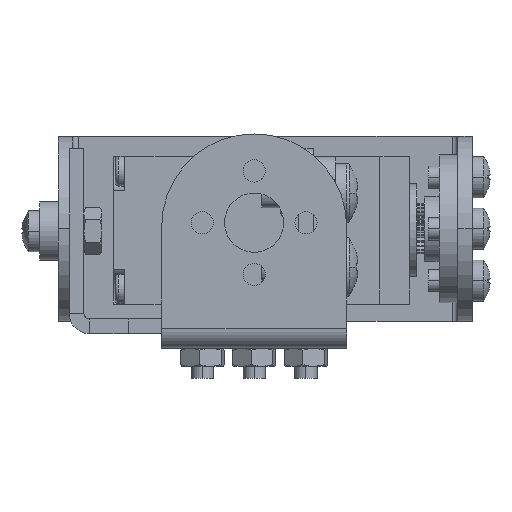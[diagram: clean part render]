
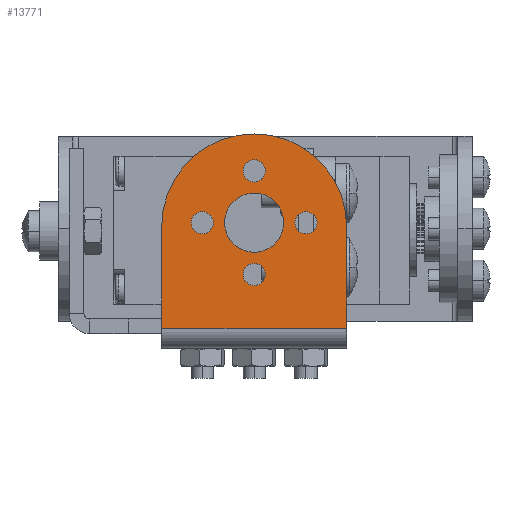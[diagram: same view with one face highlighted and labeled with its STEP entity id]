
A CAD part, left-side view. The second image highlights one B-rep face of the part: STEP entity #13771.
In plain terms, the highlighted planar face has unit normal (-1, 0, 0).
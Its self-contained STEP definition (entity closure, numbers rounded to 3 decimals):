
#318 = CARTESIAN_POINT ( 'NONE',  ( 0., -19.5, 15. ) ) ;
#319 = VERTEX_POINT ( 'NONE', #6155 ) ;
#625 = CARTESIAN_POINT ( 'NONE',  ( 0., 0., 0. ) ) ;
#796 = VERTEX_POINT ( 'NONE', #25839 ) ;
#999 = CIRCLE ( 'NONE', #13839, 4. ) ;
#1067 = VERTEX_POINT ( 'NONE', #8249 ) ;
#1145 = VECTOR ( 'NONE', #3031, 1000. ) ;
#1413 = VERTEX_POINT ( 'NONE', #10202 ) ;
#1563 = DIRECTION ( 'NONE',  ( -1., 0., 0. ) ) ;
#1701 = CARTESIAN_POINT ( 'NONE',  ( 0., -12.5, 15. ) ) ;
#1753 = DIRECTION ( 'NONE',  ( 0., 0., 1. ) ) ;
#1831 = ORIENTED_EDGE ( 'NONE', *, *, #14404, .T. ) ;
#2158 = EDGE_LOOP ( 'NONE', ( #3800, #6949 ) ) ;
#2510 = EDGE_CURVE ( 'NONE', #6739, #7745, #12940, .T. ) ;
#2638 = EDGE_CURVE ( 'NONE', #1413, #3002, #11153, .T. ) ;
#2647 = CIRCLE ( 'NONE', #25370, 12.5 ) ;
#2664 = CIRCLE ( 'NONE', #8224, 12.5 ) ;
#3002 = VERTEX_POINT ( 'NONE', #4283 ) ;
#3007 = FACE_BOUND ( 'NONE', #8859, .T. ) ;
#3031 = DIRECTION ( 'NONE',  ( 0., 0., -1. ) ) ;
#3577 = CARTESIAN_POINT ( 'NONE',  ( 0., -12.5, 8. ) ) ;
#3800 = ORIENTED_EDGE ( 'NONE', *, *, #18571, .F. ) ;
#4163 = VERTEX_POINT ( 'NONE', #25494 ) ;
#4230 = DIRECTION ( 'NONE',  ( -1., 0., 0. ) ) ;
#4283 = CARTESIAN_POINT ( 'NONE',  ( 0., -12.5, 20.5 ) ) ;
#4295 = EDGE_CURVE ( 'NONE', #319, #15485, #999, .T. ) ;
#4435 = DIRECTION ( 'NONE',  ( 0., -1., 0. ) ) ;
#4705 = EDGE_CURVE ( 'NONE', #7745, #6739, #11288, .T. ) ;
#5507 = EDGE_CURVE ( 'NONE', #15485, #319, #13199, .T. ) ;
#5557 = DIRECTION ( 'NONE',  ( 0., 0., 1. ) ) ;
#5695 = CARTESIAN_POINT ( 'NONE',  ( 0., -5.5, 16.5 ) ) ;
#6063 = ORIENTED_EDGE ( 'NONE', *, *, #12812, .F. ) ;
#6155 = CARTESIAN_POINT ( 'NONE',  ( 0., -12.5, 19. ) ) ;
#6318 = DIRECTION ( 'NONE',  ( -1., 0., 0. ) ) ;
#6448 = LINE ( 'NONE', #8601, #22947 ) ;
#6739 = VERTEX_POINT ( 'NONE', #8062 ) ;
#6949 = ORIENTED_EDGE ( 'NONE', *, *, #20502, .F. ) ;
#7165 = PLANE ( 'NONE',  #23960 ) ;
#7299 = AXIS2_PLACEMENT_3D ( 'NONE', #10355, #12234, #18282 ) ;
#7324 = CIRCLE ( 'NONE', #15879, 1.5 ) ;
#7603 = AXIS2_PLACEMENT_3D ( 'NONE', #21647, #26323, #1753 ) ;
#7745 = VERTEX_POINT ( 'NONE', #5695 ) ;
#7753 = ORIENTED_EDGE ( 'NONE', *, *, #4705, .F. ) ;
#7761 = DIRECTION ( 'NONE',  ( -1., 0., 0. ) ) ;
#8062 = CARTESIAN_POINT ( 'NONE',  ( 0., -5.5, 13.5 ) ) ;
#8071 = DIRECTION ( 'NONE',  ( 1., 0., 0. ) ) ;
#8185 = AXIS2_PLACEMENT_3D ( 'NONE', #22978, #6318, #14787 ) ;
#8224 = AXIS2_PLACEMENT_3D ( 'NONE', #11834, #8071, #14120 ) ;
#8249 = CARTESIAN_POINT ( 'NONE',  ( 0., -12.5, 6.5 ) ) ;
#8601 = CARTESIAN_POINT ( 'NONE',  ( 0., 0., 0.737 ) ) ;
#8722 = CARTESIAN_POINT ( 'NONE',  ( 0., 0., 28. ) ) ;
#8794 = DIRECTION ( 'NONE',  ( 0., 0., 1. ) ) ;
#8859 = EDGE_LOOP ( 'NONE', ( #22320, #9719 ) ) ;
#8869 = EDGE_CURVE ( 'NONE', #11364, #4163, #7324, .T. ) ;
#9191 = ORIENTED_EDGE ( 'NONE', *, *, #19791, .F. ) ;
#9407 = VERTEX_POINT ( 'NONE', #11397 ) ;
#9456 = CARTESIAN_POINT ( 'NONE',  ( 0., -19.5, 16.5 ) ) ;
#9656 = EDGE_CURVE ( 'NONE', #796, #25318, #14619, .T. ) ;
#9719 = ORIENTED_EDGE ( 'NONE', *, *, #10172, .F. ) ;
#10172 = EDGE_CURVE ( 'NONE', #3002, #1413, #11554, .T. ) ;
#10202 = CARTESIAN_POINT ( 'NONE',  ( 0., -12.5, 23.5 ) ) ;
#10355 = CARTESIAN_POINT ( 'NONE',  ( 0., -12.5, 22. ) ) ;
#10512 = DIRECTION ( 'NONE',  ( -1., 0., 0. ) ) ;
#10688 = CARTESIAN_POINT ( 'NONE',  ( 0., -25., 0. ) ) ;
#10863 = CARTESIAN_POINT ( 'NONE',  ( 0., -12.5, 14.5 ) ) ;
#10933 = FACE_BOUND ( 'NONE', #20494, .T. ) ;
#11153 = CIRCLE ( 'NONE', #7299, 1.5 ) ;
#11288 = CIRCLE ( 'NONE', #13014, 1.5 ) ;
#11364 = VERTEX_POINT ( 'NONE', #9456 ) ;
#11397 = CARTESIAN_POINT ( 'NONE',  ( 0., -25., 14.5 ) ) ;
#11554 = CIRCLE ( 'NONE', #15848, 1.5 ) ;
#11834 = CARTESIAN_POINT ( 'NONE',  ( 0., -12.5, 14.5 ) ) ;
#12031 = CIRCLE ( 'NONE', #8185, 1.5 ) ;
#12234 = DIRECTION ( 'NONE',  ( -1., 0., 0. ) ) ;
#12812 = EDGE_CURVE ( 'NONE', #25318, #22192, #2664, .T. ) ;
#12940 = CIRCLE ( 'NONE', #21929, 1.5 ) ;
#12964 = FACE_OUTER_BOUND ( 'NONE', #20650, .T. ) ;
#13014 = AXIS2_PLACEMENT_3D ( 'NONE', #23560, #13387, #19662 ) ;
#13199 = CIRCLE ( 'NONE', #7603, 4. ) ;
#13238 = LINE ( 'NONE', #10688, #1145 ) ;
#13255 = AXIS2_PLACEMENT_3D ( 'NONE', #16467, #4230, #16169 ) ;
#13387 = DIRECTION ( 'NONE',  ( -1., 0., 0. ) ) ;
#13771 = ADVANCED_FACE ( 'NONE', ( #19019, #17108, #14959, #3007, #10933, #12964 ), #7165, .T. ) ;
#13839 = AXIS2_PLACEMENT_3D ( 'NONE', #1701, #7761, #24252 ) ;
#14120 = DIRECTION ( 'NONE',  ( 0., 0., 1. ) ) ;
#14404 = EDGE_CURVE ( 'NONE', #796, #20913, #6448, .T. ) ;
#14619 = LINE ( 'NONE', #8722, #24510 ) ;
#14664 = AXIS2_PLACEMENT_3D ( 'NONE', #3577, #1563, #15548 ) ;
#14761 = DIRECTION ( 'NONE',  ( 0., 0., 1. ) ) ;
#14787 = DIRECTION ( 'NONE',  ( 0., 0., 1. ) ) ;
#14959 = FACE_BOUND ( 'NONE', #18845, .T. ) ;
#15166 = CARTESIAN_POINT ( 'NONE',  ( 0., -12.5, 9.5 ) ) ;
#15485 = VERTEX_POINT ( 'NONE', #22434 ) ;
#15548 = DIRECTION ( 'NONE',  ( 0., 0., 1. ) ) ;
#15637 = CARTESIAN_POINT ( 'NONE',  ( 0., -12.5, 22. ) ) ;
#15830 = EDGE_CURVE ( 'NONE', #9407, #20913, #13238, .T. ) ;
#15848 = AXIS2_PLACEMENT_3D ( 'NONE', #15637, #25841, #5557 ) ;
#15879 = AXIS2_PLACEMENT_3D ( 'NONE', #318, #10512, #18855 ) ;
#16169 = DIRECTION ( 'NONE',  ( 0., 0., 1. ) ) ;
#16467 = CARTESIAN_POINT ( 'NONE',  ( 0., -12.5, 8. ) ) ;
#16594 = ORIENTED_EDGE ( 'NONE', *, *, #15830, .F. ) ;
#16823 = CARTESIAN_POINT ( 'NONE',  ( 0., -25., 0.737 ) ) ;
#17108 = FACE_BOUND ( 'NONE', #2158, .T. ) ;
#18282 = DIRECTION ( 'NONE',  ( 0., 0., 1. ) ) ;
#18542 = ORIENTED_EDGE ( 'NONE', *, *, #8869, .F. ) ;
#18571 = EDGE_CURVE ( 'NONE', #21327, #1067, #26542, .T. ) ;
#18845 = EDGE_LOOP ( 'NONE', ( #22041, #18932 ) ) ;
#18855 = DIRECTION ( 'NONE',  ( 0., 0., 1. ) ) ;
#18932 = ORIENTED_EDGE ( 'NONE', *, *, #5507, .F. ) ;
#19019 = FACE_BOUND ( 'NONE', #20755, .T. ) ;
#19662 = DIRECTION ( 'NONE',  ( 0., 0., 1. ) ) ;
#19772 = DIRECTION ( 'NONE',  ( 0., 0., 1. ) ) ;
#19791 = EDGE_CURVE ( 'NONE', #4163, #11364, #12031, .T. ) ;
#20018 = CARTESIAN_POINT ( 'NONE',  ( 0., 0., 14.5 ) ) ;
#20341 = EDGE_CURVE ( 'NONE', #22192, #9407, #2647, .T. ) ;
#20494 = EDGE_LOOP ( 'NONE', ( #18542, #9191 ) ) ;
#20502 = EDGE_CURVE ( 'NONE', #1067, #21327, #22809, .T. ) ;
#20650 = EDGE_LOOP ( 'NONE', ( #16594, #26385, #6063, #24238, #1831 ) ) ;
#20755 = EDGE_LOOP ( 'NONE', ( #7753, #25709 ) ) ;
#20913 = VERTEX_POINT ( 'NONE', #16823 ) ;
#20938 = DIRECTION ( 'NONE',  ( 0., 0., 1. ) ) ;
#21327 = VERTEX_POINT ( 'NONE', #15166 ) ;
#21647 = CARTESIAN_POINT ( 'NONE',  ( 0., -12.5, 15. ) ) ;
#21929 = AXIS2_PLACEMENT_3D ( 'NONE', #22317, #24191, #19772 ) ;
#22029 = CARTESIAN_POINT ( 'NONE',  ( 0., -12.5, 27. ) ) ;
#22041 = ORIENTED_EDGE ( 'NONE', *, *, #4295, .F. ) ;
#22192 = VERTEX_POINT ( 'NONE', #22029 ) ;
#22317 = CARTESIAN_POINT ( 'NONE',  ( 0., -5.5, 15. ) ) ;
#22320 = ORIENTED_EDGE ( 'NONE', *, *, #2638, .F. ) ;
#22434 = CARTESIAN_POINT ( 'NONE',  ( 0., -12.5, 11. ) ) ;
#22809 = CIRCLE ( 'NONE', #14664, 1.5 ) ;
#22947 = VECTOR ( 'NONE', #4435, 1000. ) ;
#22978 = CARTESIAN_POINT ( 'NONE',  ( 0., -19.5, 15. ) ) ;
#23560 = CARTESIAN_POINT ( 'NONE',  ( 0., -5.5, 15. ) ) ;
#23960 = AXIS2_PLACEMENT_3D ( 'NONE', #625, #25166, #8794 ) ;
#24191 = DIRECTION ( 'NONE',  ( -1., 0., 0. ) ) ;
#24238 = ORIENTED_EDGE ( 'NONE', *, *, #9656, .F. ) ;
#24252 = DIRECTION ( 'NONE',  ( 0., 0., 1. ) ) ;
#24510 = VECTOR ( 'NONE', #20938, 1000. ) ;
#25095 = DIRECTION ( 'NONE',  ( 1., 0., 0. ) ) ;
#25166 = DIRECTION ( 'NONE',  ( -1., 0., 0. ) ) ;
#25318 = VERTEX_POINT ( 'NONE', #20018 ) ;
#25370 = AXIS2_PLACEMENT_3D ( 'NONE', #10863, #25095, #14761 ) ;
#25494 = CARTESIAN_POINT ( 'NONE',  ( 0., -19.5, 13.5 ) ) ;
#25709 = ORIENTED_EDGE ( 'NONE', *, *, #2510, .F. ) ;
#25839 = CARTESIAN_POINT ( 'NONE',  ( 0., 0., 0.737 ) ) ;
#25841 = DIRECTION ( 'NONE',  ( -1., 0., 0. ) ) ;
#26323 = DIRECTION ( 'NONE',  ( -1., 0., 0. ) ) ;
#26385 = ORIENTED_EDGE ( 'NONE', *, *, #20341, .F. ) ;
#26542 = CIRCLE ( 'NONE', #13255, 1.5 ) ;
